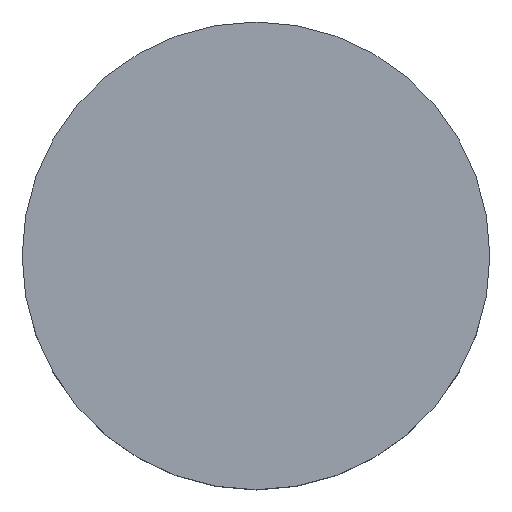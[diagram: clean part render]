
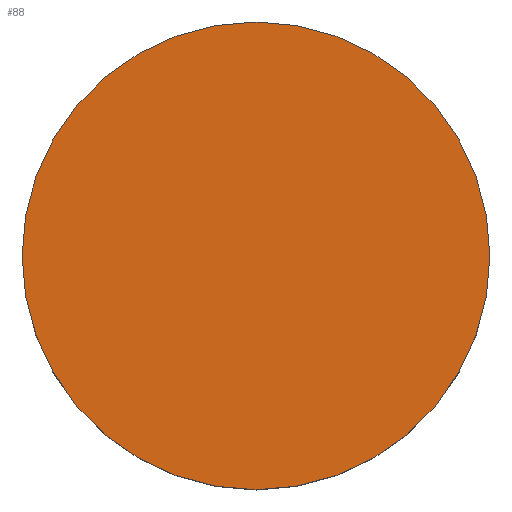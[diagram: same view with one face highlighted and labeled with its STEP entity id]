
A CAD part, top view. The second image highlights one B-rep face of the part: STEP entity #88.
In plain terms, the highlighted planar face has unit normal (0, 0, 1).
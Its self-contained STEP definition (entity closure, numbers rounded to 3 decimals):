
#22 = EDGE_CURVE ( 'NONE', #175, #90, #69, .T. ) ;
#34 = EDGE_CURVE ( 'NONE', #90, #175, #170, .T. ) ;
#39 = DIRECTION ( 'NONE',  ( 1., 0., 0. ) ) ;
#51 = DIRECTION ( 'NONE',  ( 1., 0., 0. ) ) ;
#54 = DIRECTION ( 'NONE',  ( 0., 0., -1. ) ) ;
#60 = AXIS2_PLACEMENT_3D ( 'NONE', #146, #107, #51 ) ;
#69 = CIRCLE ( 'NONE', #60, 6.35 ) ;
#72 = PLANE ( 'NONE',  #138 ) ;
#82 = FACE_OUTER_BOUND ( 'NONE', #210, .T. ) ;
#88 = ADVANCED_FACE ( 'NONE', ( #82 ), #72, .T. ) ;
#90 = VERTEX_POINT ( 'NONE', #145 ) ;
#97 = AXIS2_PLACEMENT_3D ( 'NONE', #214, #54, #178 ) ;
#99 = ORIENTED_EDGE ( 'NONE', *, *, #22, .F. ) ;
#107 = DIRECTION ( 'NONE',  ( 0., 0., -1. ) ) ;
#138 = AXIS2_PLACEMENT_3D ( 'NONE', #148, #235, #39 ) ;
#145 = CARTESIAN_POINT ( 'NONE',  ( -6.35, 0., 2.7 ) ) ;
#146 = CARTESIAN_POINT ( 'NONE',  ( 0., 0., 2.7 ) ) ;
#148 = CARTESIAN_POINT ( 'NONE',  ( 0., 13.158, 2.7 ) ) ;
#165 = ORIENTED_EDGE ( 'NONE', *, *, #34, .F. ) ;
#170 = CIRCLE ( 'NONE', #97, 6.35 ) ;
#175 = VERTEX_POINT ( 'NONE', #220 ) ;
#178 = DIRECTION ( 'NONE',  ( 1., 0., 0. ) ) ;
#210 = EDGE_LOOP ( 'NONE', ( #99, #165 ) ) ;
#214 = CARTESIAN_POINT ( 'NONE',  ( 0., 0., 2.7 ) ) ;
#220 = CARTESIAN_POINT ( 'NONE',  ( 6.35, 0., 2.7 ) ) ;
#235 = DIRECTION ( 'NONE',  ( 0., 0., 1. ) ) ;
